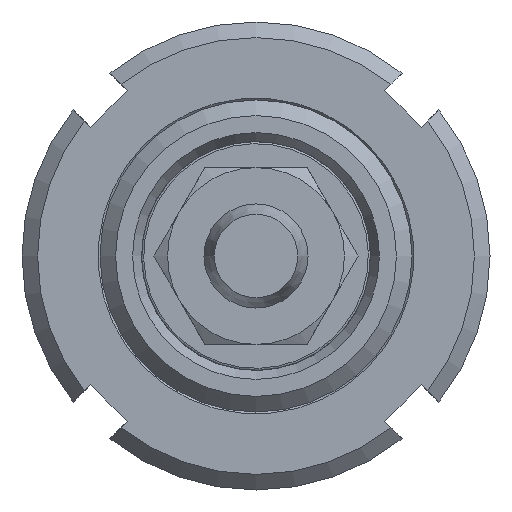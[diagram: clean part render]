
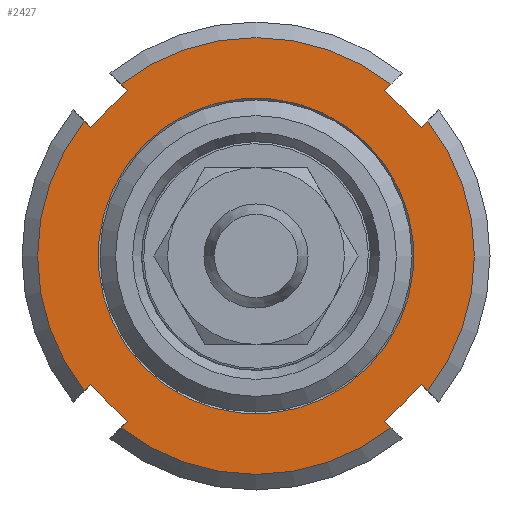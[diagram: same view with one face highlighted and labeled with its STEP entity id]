
A CAD part, front view. The second image highlights one B-rep face of the part: STEP entity #2427.
In plain terms, the highlighted face is planar.
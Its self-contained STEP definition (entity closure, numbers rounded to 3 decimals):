
#190=LINE('',#3960,#290);
#191=LINE('',#3964,#291);
#195=LINE('',#3974,#295);
#200=LINE('',#3985,#300);
#201=LINE('',#3989,#301);
#205=LINE('',#3999,#305);
#210=LINE('',#4010,#310);
#211=LINE('',#4014,#311);
#215=LINE('',#4024,#315);
#223=LINE('',#4062,#323);
#224=LINE('',#4066,#324);
#226=LINE('',#4069,#326);
#290=VECTOR('',#3113,10.);
#291=VECTOR('',#3118,10.);
#295=VECTOR('',#3126,10.);
#300=VECTOR('',#3133,10.);
#301=VECTOR('',#3138,10.);
#305=VECTOR('',#3146,10.);
#310=VECTOR('',#3153,10.);
#311=VECTOR('',#3158,10.);
#315=VECTOR('',#3166,10.);
#323=VECTOR('',#3214,10.);
#324=VECTOR('',#3219,10.);
#326=VECTOR('',#3223,10.);
#432=PLANE('',#2739);
#529=FACE_BOUND('',#852,.T.);
#667=FACE_OUTER_BOUND('',#851,.T.);
#851=EDGE_LOOP('',(#1941,#1942,#1943,#1944,#1945,#1946,#1947,#1948,#1949,
#1950,#1951,#1952,#1953,#1954,#1955,#1956));
#852=EDGE_LOOP('',(#1957));
#1101=CIRCLE('',#2729,21.);
#1103=CIRCLE('',#2732,21.);
#1104=CIRCLE('',#2734,21.);
#1106=CIRCLE('',#2740,21.);
#1107=CIRCLE('',#2741,15.188);
#1261=VERTEX_POINT('',#3957);
#1262=VERTEX_POINT('',#3959);
#1263=VERTEX_POINT('',#3963);
#1267=VERTEX_POINT('',#3972);
#1271=VERTEX_POINT('',#3982);
#1272=VERTEX_POINT('',#3984);
#1273=VERTEX_POINT('',#3988);
#1277=VERTEX_POINT('',#3997);
#1281=VERTEX_POINT('',#4007);
#1282=VERTEX_POINT('',#4009);
#1283=VERTEX_POINT('',#4013);
#1287=VERTEX_POINT('',#4022);
#1294=VERTEX_POINT('',#4049);
#1296=VERTEX_POINT('',#4059);
#1297=VERTEX_POINT('',#4061);
#1298=VERTEX_POINT('',#4065);
#1299=VERTEX_POINT('',#4072);
#1502=EDGE_CURVE('',#1262,#1261,#190,.T.);
#1504=EDGE_CURVE('',#1261,#1263,#191,.T.);
#1509=EDGE_CURVE('',#1263,#1267,#195,.T.);
#1514=EDGE_CURVE('',#1272,#1271,#200,.T.);
#1516=EDGE_CURVE('',#1271,#1273,#201,.T.);
#1521=EDGE_CURVE('',#1273,#1277,#205,.T.);
#1526=EDGE_CURVE('',#1282,#1281,#210,.T.);
#1528=EDGE_CURVE('',#1281,#1283,#211,.T.);
#1533=EDGE_CURVE('',#1283,#1287,#215,.T.);
#1547=EDGE_CURVE('',#1282,#1294,#1101,.T.);
#1549=EDGE_CURVE('',#1272,#1287,#1103,.T.);
#1550=EDGE_CURVE('',#1262,#1277,#1104,.T.);
#1553=EDGE_CURVE('',#1297,#1296,#223,.T.);
#1555=EDGE_CURVE('',#1296,#1298,#224,.T.);
#1557=EDGE_CURVE('',#1298,#1294,#226,.T.);
#1558=EDGE_CURVE('',#1297,#1267,#1106,.T.);
#1559=EDGE_CURVE('',#1299,#1299,#1107,.T.);
#1941=ORIENTED_EDGE('',*,*,#1509,.T.);
#1942=ORIENTED_EDGE('',*,*,#1558,.F.);
#1943=ORIENTED_EDGE('',*,*,#1553,.T.);
#1944=ORIENTED_EDGE('',*,*,#1555,.T.);
#1945=ORIENTED_EDGE('',*,*,#1557,.T.);
#1946=ORIENTED_EDGE('',*,*,#1547,.F.);
#1947=ORIENTED_EDGE('',*,*,#1526,.T.);
#1948=ORIENTED_EDGE('',*,*,#1528,.T.);
#1949=ORIENTED_EDGE('',*,*,#1533,.T.);
#1950=ORIENTED_EDGE('',*,*,#1549,.F.);
#1951=ORIENTED_EDGE('',*,*,#1514,.T.);
#1952=ORIENTED_EDGE('',*,*,#1516,.T.);
#1953=ORIENTED_EDGE('',*,*,#1521,.T.);
#1954=ORIENTED_EDGE('',*,*,#1550,.F.);
#1955=ORIENTED_EDGE('',*,*,#1502,.T.);
#1956=ORIENTED_EDGE('',*,*,#1504,.T.);
#1957=ORIENTED_EDGE('',*,*,#1559,.F.);
#2427=ADVANCED_FACE('',(#667,#529),#432,.F.);
#2729=AXIS2_PLACEMENT_3D('',#4050,#3198,#3199);
#2732=AXIS2_PLACEMENT_3D('',#4053,#3204,#3205);
#2734=AXIS2_PLACEMENT_3D('',#4055,#3208,#3209);
#2739=AXIS2_PLACEMENT_3D('',#4070,#3224,#3225);
#2740=AXIS2_PLACEMENT_3D('',#4071,#3226,#3227);
#2741=AXIS2_PLACEMENT_3D('',#4073,#3228,#3229);
#3113=DIRECTION('',(-1.,0.,0.));
#3118=DIRECTION('',(0.,1.,0.));
#3126=DIRECTION('',(1.,0.,0.));
#3133=DIRECTION('',(0.,1.,0.));
#3138=DIRECTION('',(1.,0.,0.));
#3146=DIRECTION('',(0.,-1.,0.));
#3153=DIRECTION('',(1.,0.,0.));
#3158=DIRECTION('',(0.,-1.,0.));
#3166=DIRECTION('',(-1.,0.,0.));
#3198=DIRECTION('center_axis',(0.,0.,-1.));
#3199=DIRECTION('ref_axis',(-1.,0.,0.));
#3204=DIRECTION('center_axis',(0.,0.,-1.));
#3205=DIRECTION('ref_axis',(-1.,0.,0.));
#3208=DIRECTION('center_axis',(0.,0.,-1.));
#3209=DIRECTION('ref_axis',(-1.,0.,0.));
#3214=DIRECTION('',(0.,-1.,0.));
#3219=DIRECTION('',(-1.,0.,0.));
#3223=DIRECTION('',(0.,1.,0.));
#3224=DIRECTION('center_axis',(0.,0.,-1.));
#3225=DIRECTION('ref_axis',(-1.,0.,0.));
#3226=DIRECTION('center_axis',(0.,0.,-1.));
#3227=DIRECTION('ref_axis',(-1.,0.,0.));
#3228=DIRECTION('center_axis',(0.,0.,1.));
#3229=DIRECTION('ref_axis',(-1.,0.,0.));
#3957=CARTESIAN_POINT('',(20.,-2.5,7.));
#3959=CARTESIAN_POINT('',(20.851,-2.5,7.));
#3960=CARTESIAN_POINT('',(12.5,-2.5,7.));
#3963=CARTESIAN_POINT('',(20.,2.5,7.));
#3964=CARTESIAN_POINT('',(20.,-1.25,7.));
#3972=CARTESIAN_POINT('',(20.851,2.5,7.));
#3974=CARTESIAN_POINT('',(10.,2.5,7.));
#3982=CARTESIAN_POINT('',(-2.5,-20.,7.));
#3984=CARTESIAN_POINT('',(-2.5,-20.851,7.));
#3985=CARTESIAN_POINT('',(-2.5,-12.5,7.));
#3988=CARTESIAN_POINT('',(2.5,-20.,7.));
#3989=CARTESIAN_POINT('',(-1.25,-20.,7.));
#3997=CARTESIAN_POINT('',(2.5,-20.851,7.));
#3999=CARTESIAN_POINT('',(2.5,-10.,7.));
#4007=CARTESIAN_POINT('',(-20.,2.5,7.));
#4009=CARTESIAN_POINT('',(-20.851,2.5,7.));
#4010=CARTESIAN_POINT('',(-12.5,2.5,7.));
#4013=CARTESIAN_POINT('',(-20.,-2.5,7.));
#4014=CARTESIAN_POINT('',(-20.,1.25,7.));
#4022=CARTESIAN_POINT('',(-20.851,-2.5,7.));
#4024=CARTESIAN_POINT('',(-10.,-2.5,7.));
#4049=CARTESIAN_POINT('',(-2.5,20.851,7.));
#4050=CARTESIAN_POINT('Origin',(0.,0.,7.));
#4053=CARTESIAN_POINT('Origin',(0.,0.,7.));
#4055=CARTESIAN_POINT('Origin',(0.,0.,7.));
#4059=CARTESIAN_POINT('',(2.5,20.,7.));
#4061=CARTESIAN_POINT('',(2.5,20.851,7.));
#4062=CARTESIAN_POINT('',(2.5,12.5,7.));
#4065=CARTESIAN_POINT('',(-2.5,20.,7.));
#4066=CARTESIAN_POINT('',(1.25,20.,7.));
#4069=CARTESIAN_POINT('',(-2.5,10.,7.));
#4070=CARTESIAN_POINT('Origin',(0.,0.,7.));
#4071=CARTESIAN_POINT('Origin',(0.,0.,7.));
#4072=CARTESIAN_POINT('',(15.188,0.,7.));
#4073=CARTESIAN_POINT('Origin',(0.,0.,7.));
